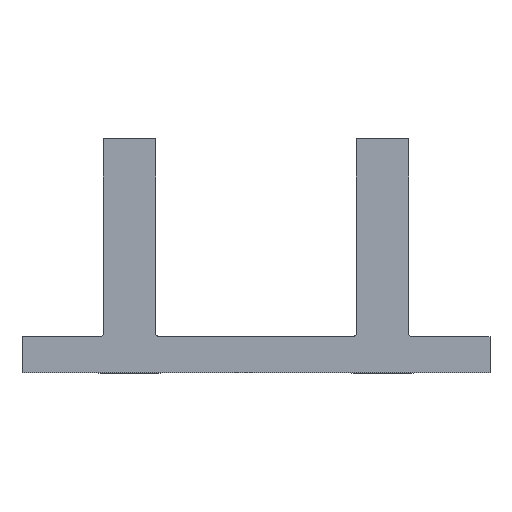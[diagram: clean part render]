
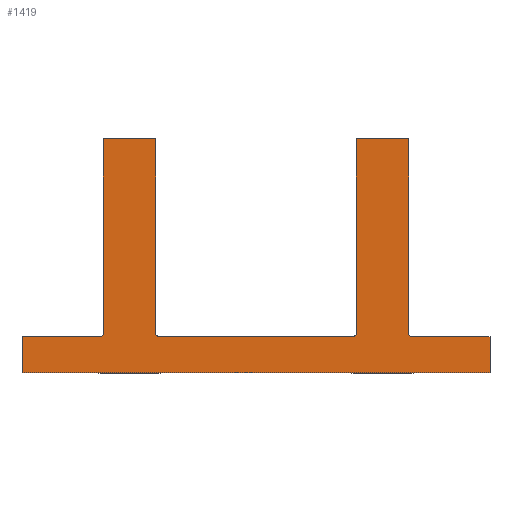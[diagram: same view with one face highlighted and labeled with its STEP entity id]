
A CAD part, top view. The second image highlights one B-rep face of the part: STEP entity #1419.
In plain terms, the highlighted planar face has unit normal (0, 0.001, 1).
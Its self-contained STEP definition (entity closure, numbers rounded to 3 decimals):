
#53=PLANE('',#1538);
#157=FACE_OUTER_BOUND('',#229,.T.);
#229=EDGE_LOOP('',(#1201,#1202,#1203,#1204,#1205,#1206,#1207,#1208,#1209,
#1210,#1211,#1212,#1213,#1214,#1215,#1216));
#273=LINE('',#2322,#423);
#292=LINE('',#2372,#442);
#294=LINE('',#2376,#444);
#320=LINE('',#2430,#470);
#325=LINE('',#2442,#475);
#336=LINE('',#2469,#486);
#354=LINE('',#2854,#504);
#361=LINE('',#2876,#511);
#362=LINE('',#2878,#512);
#363=LINE('',#2880,#513);
#364=LINE('',#2883,#514);
#365=LINE('',#2884,#515);
#423=VECTOR('',#1625,10.);
#442=VECTOR('',#1666,10.);
#444=VECTOR('',#1670,10.);
#470=VECTOR('',#1718,10.);
#475=VECTOR('',#1735,10.);
#486=VECTOR('',#1758,10.);
#504=VECTOR('',#1814,10.);
#511=VECTOR('',#1839,10.);
#512=VECTOR('',#1840,10.);
#513=VECTOR('',#1841,10.);
#514=VECTOR('',#1844,10.);
#515=VECTOR('',#1845,10.);
#565=CIRCLE('',#1483,2.);
#567=CIRCLE('',#1489,2.);
#579=CIRCLE('',#1537,2.);
#580=CIRCLE('',#1539,2.);
#612=VERTEX_POINT('',#2319);
#613=VERTEX_POINT('',#2321);
#621=VERTEX_POINT('',#2342);
#622=VERTEX_POINT('',#2344);
#628=VERTEX_POINT('',#2360);
#633=VERTEX_POINT('',#2370);
#634=VERTEX_POINT('',#2374);
#635=VERTEX_POINT('',#2378);
#662=VERTEX_POINT('',#2468);
#689=VERTEX_POINT('',#2851);
#690=VERTEX_POINT('',#2853);
#695=VERTEX_POINT('',#2871);
#696=VERTEX_POINT('',#2875);
#697=VERTEX_POINT('',#2877);
#698=VERTEX_POINT('',#2879);
#699=VERTEX_POINT('',#2881);
#763=EDGE_CURVE('',#613,#612,#273,.F.);
#774=EDGE_CURVE('',#622,#621,#565,.T.);
#788=EDGE_CURVE('',#628,#633,#292,.T.);
#790=EDGE_CURVE('',#634,#628,#294,.F.);
#791=EDGE_CURVE('',#635,#634,#567,.T.);
#817=EDGE_CURVE('',#621,#613,#320,.F.);
#823=EDGE_CURVE('',#612,#635,#325,.F.);
#836=EDGE_CURVE('',#622,#662,#336,.F.);
#874=EDGE_CURVE('',#689,#690,#354,.F.);
#884=EDGE_CURVE('',#662,#695,#579,.T.);
#886=EDGE_CURVE('',#633,#696,#361,.T.);
#887=EDGE_CURVE('',#697,#696,#362,.T.);
#888=EDGE_CURVE('',#698,#697,#363,.F.);
#889=EDGE_CURVE('',#699,#698,#580,.T.);
#890=EDGE_CURVE('',#690,#699,#364,.F.);
#891=EDGE_CURVE('',#695,#689,#365,.F.);
#1201=ORIENTED_EDGE('',*,*,#886,.T.);
#1202=ORIENTED_EDGE('',*,*,#887,.F.);
#1203=ORIENTED_EDGE('',*,*,#888,.F.);
#1204=ORIENTED_EDGE('',*,*,#889,.F.);
#1205=ORIENTED_EDGE('',*,*,#890,.F.);
#1206=ORIENTED_EDGE('',*,*,#874,.F.);
#1207=ORIENTED_EDGE('',*,*,#891,.F.);
#1208=ORIENTED_EDGE('',*,*,#884,.F.);
#1209=ORIENTED_EDGE('',*,*,#836,.F.);
#1210=ORIENTED_EDGE('',*,*,#774,.T.);
#1211=ORIENTED_EDGE('',*,*,#817,.T.);
#1212=ORIENTED_EDGE('',*,*,#763,.T.);
#1213=ORIENTED_EDGE('',*,*,#823,.T.);
#1214=ORIENTED_EDGE('',*,*,#791,.T.);
#1215=ORIENTED_EDGE('',*,*,#790,.T.);
#1216=ORIENTED_EDGE('',*,*,#788,.T.);
#1419=ADVANCED_FACE('',(#157),#53,.F.);
#1483=AXIS2_PLACEMENT_3D('',#2345,#1646,#1647);
#1489=AXIS2_PLACEMENT_3D('',#2379,#1673,#1674);
#1537=AXIS2_PLACEMENT_3D('',#2872,#1834,#1835);
#1538=AXIS2_PLACEMENT_3D('',#2874,#1837,#1838);
#1539=AXIS2_PLACEMENT_3D('',#2882,#1842,#1843);
#1625=DIRECTION('',(1.,0.,0.));
#1646=DIRECTION('center_axis',(0.,-0.001,
-1.));
#1647=DIRECTION('ref_axis',(-0.707,-0.707,0.));
#1666=DIRECTION('',(0.,-1.,0.001));
#1670=DIRECTION('',(1.,0.,0.));
#1673=DIRECTION('center_axis',(0.,-0.001,
-1.));
#1674=DIRECTION('ref_axis',(0.707,-0.707,0.));
#1718=DIRECTION('',(0.,-1.,0.001));
#1735=DIRECTION('',(0.,1.,-0.001));
#1758=DIRECTION('',(-1.,0.,0.));
#1814=DIRECTION('',(-1.,0.,0.));
#1834=DIRECTION('center_axis',(0.,0.001,1.));
#1835=DIRECTION('ref_axis',(0.707,-0.707,0.));
#1837=DIRECTION('center_axis',(0.,-0.001,-1.));
#1838=DIRECTION('ref_axis',(-1.,0.,0.));
#1839=DIRECTION('',(1.,0.,0.));
#1840=DIRECTION('',(0.,-1.,0.001));
#1841=DIRECTION('',(-1.,0.,0.));
#1842=DIRECTION('center_axis',(0.,0.001,1.));
#1843=DIRECTION('ref_axis',(-0.707,-0.707,0.));
#1844=DIRECTION('',(0.,1.,-0.001));
#1845=DIRECTION('',(0.,-1.,0.001));
#2319=CARTESIAN_POINT('',(-84.621,119.163,-321.191));
#2321=CARTESIAN_POINT('',(-55.621,119.163,-321.191));
#2322=CARTESIAN_POINT('',(-41.371,119.163,-321.191));
#2342=CARTESIAN_POINT('',(-55.621,11.663,-321.126));
#2344=CARTESIAN_POINT('',(-53.621,9.663,-321.125));
#2345=CARTESIAN_POINT('Origin',(-53.621,11.663,-321.126));
#2360=CARTESIAN_POINT('',(-129.621,9.663,-321.125));
#2370=CARTESIAN_POINT('',(-129.621,-10.337,-321.113));
#2372=CARTESIAN_POINT('',(-129.621,117.163,-321.19));
#2374=CARTESIAN_POINT('',(-86.621,9.663,-321.125));
#2376=CARTESIAN_POINT('',(-42.371,9.663,-321.125));
#2378=CARTESIAN_POINT('',(-84.621,11.663,-321.126));
#2379=CARTESIAN_POINT('Origin',(-86.621,11.663,-321.126));
#2430=CARTESIAN_POINT('',(-55.621,25.663,-321.134));
#2442=CARTESIAN_POINT('',(-84.621,2.663,-321.12));
#2468=CARTESIAN_POINT('',(53.379,9.663,-321.125));
#2469=CARTESIAN_POINT('',(28.629,9.663,-321.125));
#2851=CARTESIAN_POINT('',(55.379,119.163,-321.191));
#2853=CARTESIAN_POINT('',(84.379,119.163,-321.191));
#2854=CARTESIAN_POINT('',(41.129,119.163,-321.191));
#2871=CARTESIAN_POINT('',(55.379,11.663,-321.126));
#2872=CARTESIAN_POINT('Origin',(53.379,11.663,-321.126));
#2874=CARTESIAN_POINT('Origin',(-0.121,14.163,-321.127));
#2875=CARTESIAN_POINT('',(129.379,-10.337,-321.113));
#2876=CARTESIAN_POINT('',(-41.371,-10.337,-321.113));
#2877=CARTESIAN_POINT('',(129.379,9.663,-321.125));
#2878=CARTESIAN_POINT('',(129.379,117.163,-321.19));
#2879=CARTESIAN_POINT('',(86.379,9.663,-321.125));
#2880=CARTESIAN_POINT('',(42.129,9.663,-321.125));
#2881=CARTESIAN_POINT('',(84.379,11.663,-321.126));
#2882=CARTESIAN_POINT('Origin',(86.379,11.663,-321.126));
#2883=CARTESIAN_POINT('',(84.379,2.663,-321.12));
#2884=CARTESIAN_POINT('',(55.379,25.663,-321.134));
